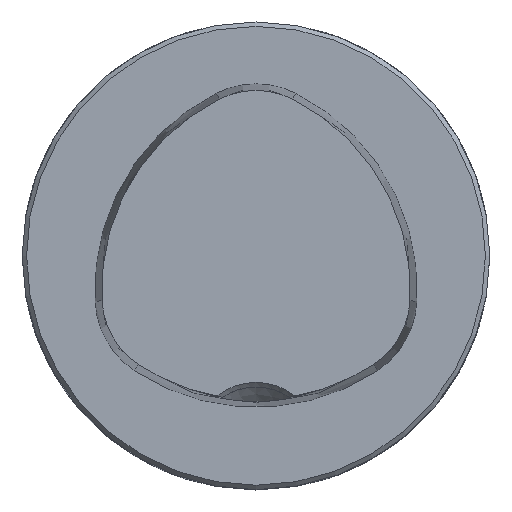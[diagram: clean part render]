
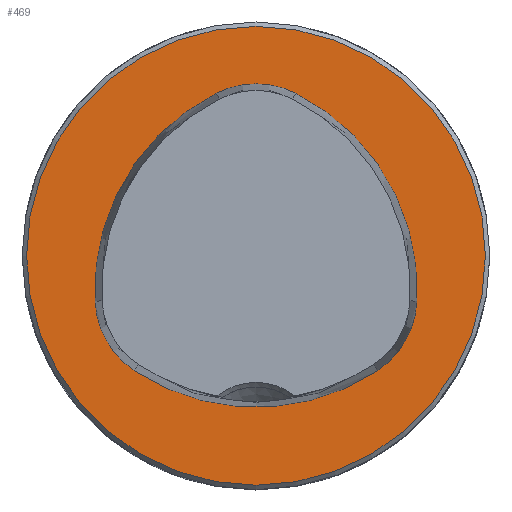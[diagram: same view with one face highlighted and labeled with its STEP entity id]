
A CAD part, top view. The second image highlights one B-rep face of the part: STEP entity #469.
In plain terms, the highlighted planar face has unit normal (0, 0, 1).
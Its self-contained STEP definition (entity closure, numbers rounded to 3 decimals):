
#469=ADVANCED_FACE('CU_E_LO_SU_1',(#685,#686),#603,.T.);
#603=PLANE('',#1989);
#685=FACE_BOUND('',#764,.T.);
#686=FACE_BOUND('',#765,.T.);
#764=EDGE_LOOP('',(#983));
#765=EDGE_LOOP('',(#984,#985,#986,#987,#988,#989));
#983=ORIENTED_EDGE('',*,*,#1634,.T.);
#984=ORIENTED_EDGE('',*,*,#1635,.F.);
#985=ORIENTED_EDGE('',*,*,#1636,.F.);
#986=ORIENTED_EDGE('',*,*,#1637,.F.);
#987=ORIENTED_EDGE('',*,*,#1638,.F.);
#988=ORIENTED_EDGE('',*,*,#1632,.F.);
#989=ORIENTED_EDGE('',*,*,#1639,.F.);
#1474=VERTEX_POINT('',#3163);
#1475=VERTEX_POINT('',#3165);
#1476=VERTEX_POINT('',#3169);
#1477=VERTEX_POINT('',#3171);
#1478=VERTEX_POINT('',#3172);
#1479=VERTEX_POINT('',#3174);
#1480=VERTEX_POINT('',#3176);
#1632=EDGE_CURVE('',#1474,#1475,#1843,.T.);
#1634=EDGE_CURVE('',#1476,#1476,#1844,.T.);
#1635=EDGE_CURVE('',#1477,#1478,#1845,.T.);
#1636=EDGE_CURVE('',#1479,#1477,#1846,.T.);
#1637=EDGE_CURVE('',#1480,#1479,#1847,.T.);
#1638=EDGE_CURVE('',#1475,#1480,#1848,.T.);
#1639=EDGE_CURVE('',#1478,#1474,#1849,.T.);
#1843=CIRCLE('',#1981,15.063);
#1844=CIRCLE('',#1983,15.7);
#1845=CIRCLE('',#1984,15.063);
#1846=CIRCLE('',#1985,6.063);
#1847=CIRCLE('',#1986,15.063);
#1848=CIRCLE('',#1987,6.063);
#1849=CIRCLE('',#1988,6.063);
#1981=AXIS2_PLACEMENT_3D('',#3164,#2265,#2266);
#1983=AXIS2_PLACEMENT_3D('',#3168,#2270,#2271);
#1984=AXIS2_PLACEMENT_3D('',#3170,#2272,#2273);
#1985=AXIS2_PLACEMENT_3D('',#3173,#2274,#2275);
#1986=AXIS2_PLACEMENT_3D('',#3175,#2276,#2277);
#1987=AXIS2_PLACEMENT_3D('',#3177,#2278,#2279);
#1988=AXIS2_PLACEMENT_3D('',#3178,#2280,#2281);
#1989=AXIS2_PLACEMENT_3D('',#3179,#2282,#2283);
#2265=DIRECTION('',(0.,0.,1.));
#2266=DIRECTION('',(1.,0.,0.));
#2270=DIRECTION('',(0.,0.,1.));
#2271=DIRECTION('',(1.,0.,0.));
#2272=DIRECTION('',(0.,0.,1.));
#2273=DIRECTION('',(1.,0.,0.));
#2274=DIRECTION('',(0.,0.,1.));
#2275=DIRECTION('',(1.,0.,0.));
#2276=DIRECTION('',(0.,0.,1.));
#2277=DIRECTION('',(1.,0.,0.));
#2278=DIRECTION('',(0.,0.,1.));
#2279=DIRECTION('',(1.,0.,0.));
#2280=DIRECTION('',(0.,0.,1.));
#2281=DIRECTION('',(1.,0.,0.));
#2282=DIRECTION('',(0.,0.,1.));
#2283=DIRECTION('',(1.,0.,0.));
#3163=CARTESIAN_POINT('',(-8.299,-7.87,0.));
#3164=CARTESIAN_POINT('',(0.,4.7,0.));
#3165=CARTESIAN_POINT('',(8.299,-7.87,0.));
#3168=CARTESIAN_POINT('',(0.,0.,0.));
#3169=CARTESIAN_POINT('',(15.7,0.,0.));
#3170=CARTESIAN_POINT('',(4.029,-2.348,0.));
#3171=CARTESIAN_POINT('',(-2.714,11.121,0.));
#3172=CARTESIAN_POINT('',(-11.014,-3.122,0.));
#3173=CARTESIAN_POINT('',(0.,5.7,0.));
#3174=CARTESIAN_POINT('',(2.714,11.121,0.));
#3175=CARTESIAN_POINT('',(-4.029,-2.348,0.));
#3176=CARTESIAN_POINT('',(11.014,-3.122,0.));
#3177=CARTESIAN_POINT('',(4.959,-2.811,0.));
#3178=CARTESIAN_POINT('',(-4.959,-2.811,0.));
#3179=CARTESIAN_POINT('',(0.,0.,0.));
